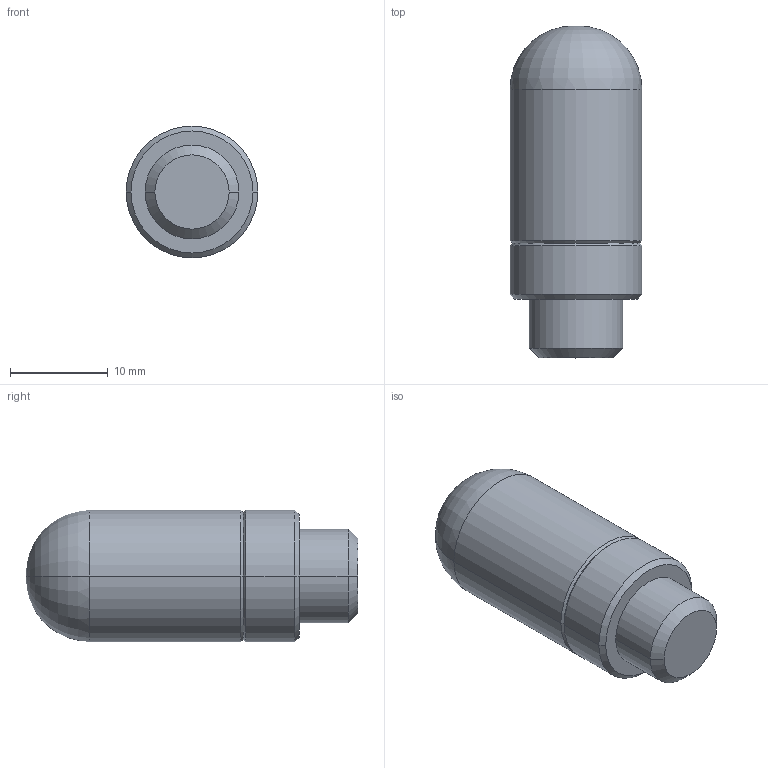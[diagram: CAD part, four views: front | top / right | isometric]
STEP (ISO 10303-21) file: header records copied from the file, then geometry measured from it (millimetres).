
FILE_DESCRIPTION (( 'STEP AP214' ), '1' );
FILE_NAME ('AZ-067401.STEP', '2018-09-03T08:48:44', ( '' ), ( '' ), 'SwSTEP 2.0', 'SolidWorks 2018', '' );
FILE_SCHEMA (( 'AUTOMOTIVE_DESIGN' ));
Length unit declared in the file: millimetre
Products named in the file (1): AZ-067401
Bounding box: 13.5 x 34 x 13.5 mm (x, y, z)
Volume: 4118.5 mm3; surface area: 1494.2 mm2
Topology: 1 solids, 1 shells, 19 faces, 36 edges, 20 vertices
Faces by surface type: cone 8, cylinder 6, plane 3, torus 2
Entity records: 719 total; most frequent: DIRECTION 98, CARTESIAN_POINT 76, ORIENTED_EDGE 72, AXIS2_PLACEMENT_3D 42, EDGE_CURVE 36, UNCERTAINTY_MEASURE_WITH_UNIT 22, CIRCLE 22, FILL_AREA_STYLE_COLOUR 21
